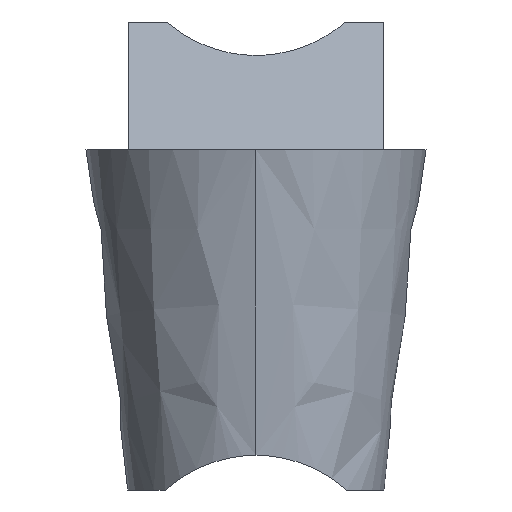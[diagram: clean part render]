
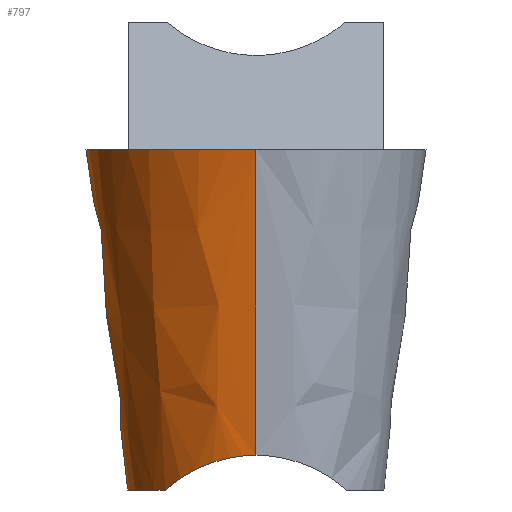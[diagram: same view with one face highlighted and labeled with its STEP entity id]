
A CAD part, front view. The second image highlights one B-rep face of the part: STEP entity #797.
In plain terms, the highlighted free-form (B-spline) face has degree [5, 1] with [9, 2] control points.
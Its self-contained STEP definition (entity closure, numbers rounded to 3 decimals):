
#127=AXIS2_PLACEMENT_3D('Circle Axis2P3D',#125,#126,$) ;
#122=CARTESIAN_POINT('Vertex',(-1.378,3.449,0.)) ;
#125=CARTESIAN_POINT('Axis2P3D Location',(0.,2.,0.)) ;
#129=CARTESIAN_POINT('Vertex',(0.,0.,0.)) ;
#348=CARTESIAN_POINT('Control Point',(-1.155,2.971,-4.)) ;
#349=CARTESIAN_POINT('Control Point',(-1.231,3.135,-2.666)) ;
#350=CARTESIAN_POINT('Control Point',(-1.305,3.293,-1.335)) ;
#351=CARTESIAN_POINT('Control Point',(-1.378,3.449,0.)) ;
#352=CARTESIAN_POINT('Vertex',(-1.155,2.971,-4.)) ;
#746=CARTESIAN_POINT('Control Point',(0.,4.,0.)) ;
#747=CARTESIAN_POINT('Control Point',(0.,3.509,-4.)) ;
#748=CARTESIAN_POINT('Control Point',(-0.629,4.,0.)) ;
#749=CARTESIAN_POINT('Control Point',(-0.475,3.509,-4.)) ;
#750=CARTESIAN_POINT('Control Point',(-1.258,3.753,0.)) ;
#751=CARTESIAN_POINT('Control Point',(-0.949,3.322,-4.)) ;
#752=CARTESIAN_POINT('Control Point',(-1.753,3.258,0.)) ;
#753=CARTESIAN_POINT('Control Point',(-1.322,2.949,-4.)) ;
#754=CARTESIAN_POINT('Control Point',(-2.247,2.,0.)) ;
#755=CARTESIAN_POINT('Control Point',(-1.696,2.,-4.)) ;
#756=CARTESIAN_POINT('Control Point',(-1.753,0.742,0.)) ;
#757=CARTESIAN_POINT('Control Point',(-1.322,1.051,-4.)) ;
#758=CARTESIAN_POINT('Control Point',(-1.258,0.247,0.)) ;
#759=CARTESIAN_POINT('Control Point',(-0.949,0.678,-4.)) ;
#760=CARTESIAN_POINT('Control Point',(-0.629,0.,0.)) ;
#761=CARTESIAN_POINT('Control Point',(-0.475,0.491,-4.)) ;
#762=CARTESIAN_POINT('Control Point',(0.,0.,0.)) ;
#763=CARTESIAN_POINT('Control Point',(0.,0.491,-4.)) ;
#765=CARTESIAN_POINT('Control Point',(-1.066,0.933,-4.)) ;
#766=CARTESIAN_POINT('Control Point',(-0.884,0.722,-3.837)) ;
#767=CARTESIAN_POINT('Control Point',(-0.645,0.547,-3.684)) ;
#768=CARTESIAN_POINT('Control Point',(-0.323,0.441,-3.593)) ;
#769=CARTESIAN_POINT('Control Point',(0.,0.441,-3.593)) ;
#770=CARTESIAN_POINT('Vertex',(-1.066,0.933,-4.)) ;
#772=CARTESIAN_POINT('Vertex',(0.,0.441,-3.593)) ;
#776=CARTESIAN_POINT('Control Point',(0.,0.,0.)) ;
#777=CARTESIAN_POINT('Control Point',(0.,0.441,-3.593)) ;
#780=CARTESIAN_POINT('Control Point',(-1.155,2.971,-4.)) ;
#781=CARTESIAN_POINT('Control Point',(-1.291,2.81,-4.)) ;
#782=CARTESIAN_POINT('Control Point',(-1.398,2.625,-4.)) ;
#783=CARTESIAN_POINT('Control Point',(-1.472,2.422,-4.)) ;
#784=CARTESIAN_POINT('Control Point',(-1.55,1.974,-4.)) ;
#785=CARTESIAN_POINT('Control Point',(-1.462,1.525,-4.)) ;
#786=CARTESIAN_POINT('Control Point',(-1.369,1.3,-4.)) ;
#787=CARTESIAN_POINT('Control Point',(-1.234,1.1,-4.)) ;
#788=CARTESIAN_POINT('Control Point',(-1.066,0.933,-4.)) ;
#126=DIRECTION('Axis2P3D Direction',(0.,0.,1.)) ;
#791=ORIENTED_EDGE('',*,*,#774,.T.) ;
#792=ORIENTED_EDGE('',*,*,#778,.F.) ;
#793=ORIENTED_EDGE('',*,*,#131,.F.) ;
#794=ORIENTED_EDGE('',*,*,#354,.F.) ;
#795=ORIENTED_EDGE('',*,*,#789,.T.) ;
#797=ADVANCED_FACE('CUT',(#796),#745,.F.) ;
#347=B_SPLINE_CURVE_WITH_KNOTS('',3,(#348,#349,#350,#351),.UNSPECIFIED.,.F.,.U.,(4,4),(0.,5.712),.UNSPECIFIED.) ;
#764=B_SPLINE_CURVE_WITH_KNOTS('',4,(#765,#766,#767,#768,#769),.UNSPECIFIED.,.F.,.U.,(5,5),(0.,1.955),.UNSPECIFIED.) ;
#775=B_SPLINE_CURVE_WITH_KNOTS('',1,(#776,#777),.UNSPECIFIED.,.F.,.U.,(2,2),(0.,3.62),.UNSPECIFIED.) ;
#779=B_SPLINE_CURVE_WITH_KNOTS('',5,(#780,#781,#782,#783,#784,#785,#786,#787,#788),.UNSPECIFIED.,.F.,.U.,(6,3,6),(1.546,2.786,4.18),.UNSPECIFIED.) ;
#745=B_SPLINE_SURFACE_WITH_KNOTS('',5,1,((#746,#747),(#748,#749),(#750,#751),(#752,#753),(#754,#755),(#756,#757),(#758,#759),(#760,#761),(#762,#763)),.UNSPECIFIED.,.F.,.F.,.U.,(6,3,6),(2,2),(0.,2.786,5.573),(0.,4.03),.UNSPECIFIED.) ;
#128=CIRCLE('generated circle',#127,2.) ;
#131=EDGE_CURVE('',#123,#130,#128,.T.) ;
#354=EDGE_CURVE('',#353,#123,#347,.T.) ;
#774=EDGE_CURVE('',#771,#773,#764,.T.) ;
#778=EDGE_CURVE('',#130,#773,#775,.T.) ;
#789=EDGE_CURVE('',#353,#771,#779,.T.) ;
#790=EDGE_LOOP('',(#791,#792,#793,#794,#795)) ;
#796=FACE_OUTER_BOUND('',#790,.T.) ;
#123=VERTEX_POINT('',#122) ;
#130=VERTEX_POINT('',#129) ;
#353=VERTEX_POINT('',#352) ;
#771=VERTEX_POINT('',#770) ;
#773=VERTEX_POINT('',#772) ;
